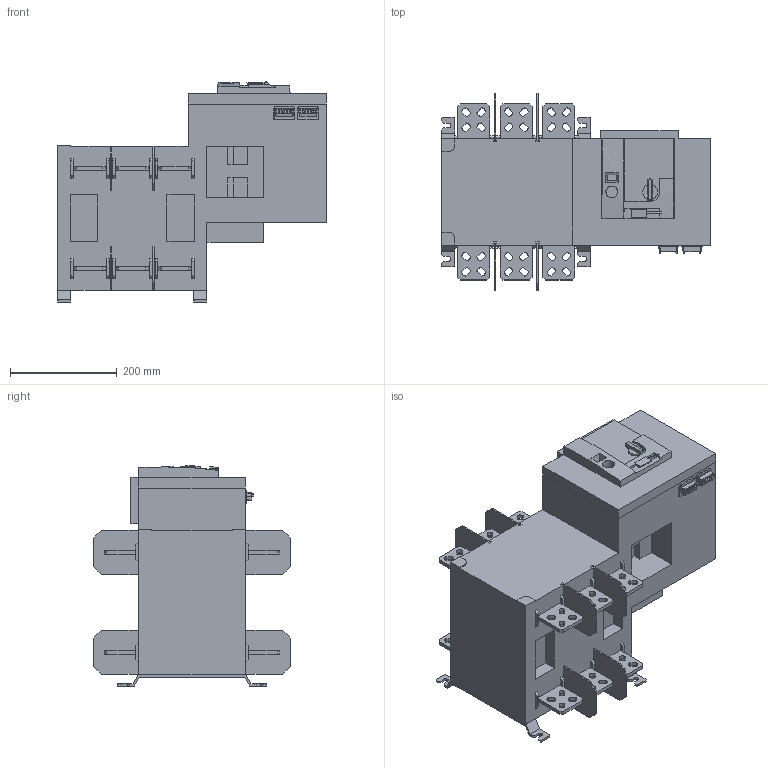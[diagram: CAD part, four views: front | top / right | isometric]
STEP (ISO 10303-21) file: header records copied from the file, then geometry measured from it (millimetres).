
FILE_DESCRIPTION((''),'2;1');
FILE_NAME('95233080_ASM','2024-10-14T08:36:55',('klemen.sitar'),('Audax d.o.o.'),'CREO PARAMETRIC BY PTC INC, 2021304','CREO PARAMETRIC BY PTC INC, 2021304','');
FILE_SCHEMA(('AP242_MANAGED_MODEL_BASED_3D_ENGINEERING_MIM_LF { 1 0 10303 442 1 1 4 }'));
Length unit declared in the file: millimetre
Products named in the file (21): 95233080_01; 95233080_03; 95233080_04; 95233080_05; 95233080_06; 95233080_07; 95233080_08; 95233080_09; 95233080_10; 95233080_11; 95233080_12; 95233080_13; PRT0008; PRT0009; PRT0010; PRT0012; PRT0013; PRT0014; PRT0015; 95233120_09; 95233080_ASM
Assembly tree (20 placements, depth 2):
  95233080_ASM
    95233080_01
    95233080_03
    95233080_04
    95233080_05
    95233080_06
    95233080_07
    95233080_08
    95233080_09
    95233080_10
    95233080_11
    95233080_12
    95233080_13
    PRT0008
    PRT0009
    PRT0010
    PRT0012
    PRT0013
    PRT0014
    PRT0015
    95233120_09
Bounding box: 503.84 x 370 x 412.71 mm (x, y, z)
Volume: 27224591 mm3; surface area: 1139806.8 mm2
Topology: 32 solids, 32 shells, 1311 faces, 3481 edges, 2345 vertices
Faces by surface type: plane 1086, cylinder 212, cone 10, bspline 2, extrusion 1
Entity records: 62857 total; most frequent: CARTESIAN_POINT 7671, ORIENTED_EDGE 6962, DIRECTION 6706, PRESENTATION_STYLE_ASSIGNMENT 4825, STYLED_ITEM 4825, CURVE_STYLE 3482, EDGE_CURVE 3481, VECTOR 2860
